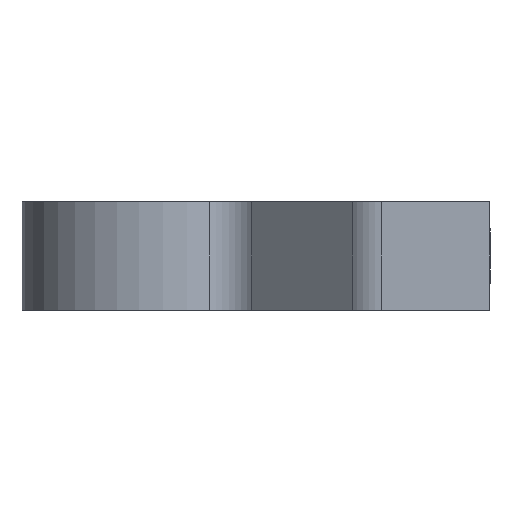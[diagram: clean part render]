
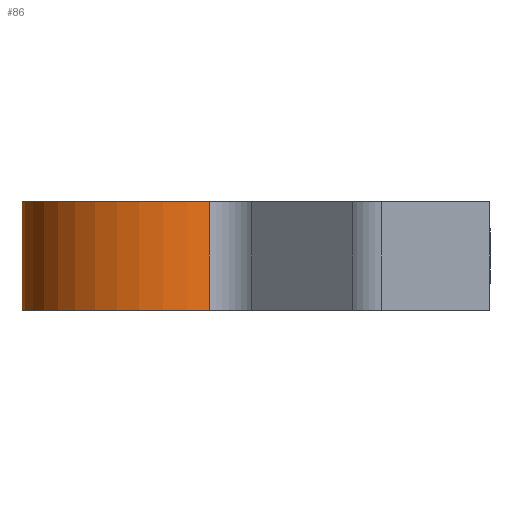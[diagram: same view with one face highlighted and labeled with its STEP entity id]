
A CAD part, left-side view. The second image highlights one B-rep face of the part: STEP entity #86.
In plain terms, the highlighted cylindrical face has radius 10.5 mm (diameter 21 mm), a partial arc.
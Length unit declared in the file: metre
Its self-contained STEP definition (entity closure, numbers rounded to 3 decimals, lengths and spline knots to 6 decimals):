
#86 = ADVANCED_FACE( 'NONE', ( #213 ), #214, .T. );
#213 = FACE_OUTER_BOUND( '', #388, .T. );
#214 = CYLINDRICAL_SURFACE( '', #389, 0.0105 );
#388 = EDGE_LOOP( '', ( #2435, #2436, #2437, #2438, #2439, #2440 ) );
#389 = AXIS2_PLACEMENT_3D( '', #2441, #2442, #2443 );
#2435 = ORIENTED_EDGE( '', *, *, #3346, .F. );
#2436 = ORIENTED_EDGE( '', *, *, #3347, .T. );
#2437 = ORIENTED_EDGE( '', *, *, #3348, .F. );
#2438 = ORIENTED_EDGE( '', *, *, #3338, .T. );
#2439 = ORIENTED_EDGE( '', *, *, #3302, .T. );
#2440 = ORIENTED_EDGE( '', *, *, #3349, .T. );
#2441 = CARTESIAN_POINT( '', ( 0., 0., 0.008 ) );
#2442 = DIRECTION( '', ( 0., 0., 1. ) );
#2443 = DIRECTION( '', ( -1., 0., 0. ) );
#3302 = EDGE_CURVE( 'NONE', #3730, #3728, #3731, .T. );
#3338 = EDGE_CURVE( 'NONE', #3793, #3730, #3796, .T. );
#3346 = EDGE_CURVE( 'NONE', #3809, #3810, #3811, .T. );
#3347 = EDGE_CURVE( 'NONE', #3809, #3812, #3813, .T. );
#3348 = EDGE_CURVE( 'NONE', #3793, #3812, #3814, .T. );
#3349 = EDGE_CURVE( 'NONE', #3728, #3810, #3815, .T. );
#3728 = VERTEX_POINT( 'NONE', #4475 );
#3730 = VERTEX_POINT( 'NONE', #4477 );
#3731 = CIRCLE( '', #4478, 0.0105 );
#3793 = VERTEX_POINT( 'NONE', #4559 );
#3796 = LINE( '', #4579, #4580 );
#3809 = VERTEX_POINT( 'NONE', #4628 );
#3810 = VERTEX_POINT( 'NONE', #4629 );
#3811 = CIRCLE( '', #4630, 0.0105 );
#3812 = VERTEX_POINT( 'NONE', #4631 );
#3813 = LINE( '', #4632, #4633 );
#3814 = B_SPLINE_CURVE_WITH_KNOTS( '', 3, ( #4634, #4635, #4636, #4637, #4638, #4639, #4640, #4641, #4642, #4643, #4644, #4645, #4646, #4647, #4648, #4649, #4650, #4651, #4652, #4653, #4654, #4655 ), .UNSPECIFIED., .F., .F., ( 4, 1, 1, 1, 1, 1, 1, 1, 1, 1, 1, 1, 1, 1, 1, 1, 1, 1, 1, 4 ), ( 0., 0.032702, 0.064885, 0.0966, 0.127898, 0.158832, 0.18946, 0.219837, 0.250024, 0.312674, 0.374535, 0.498879, 0.561356, 0.624106, 0.686378, 0.749462, 0.81014, 0.871823, 0.934968, 1. ), .UNSPECIFIED. );
#3815 = LINE( '', #4656, #4657 );
#4475 = CARTESIAN_POINT( '', ( -0.009951, -0.003351, 0. ) );
#4477 = CARTESIAN_POINT( '', ( 0.008458, 0.006222, 0. ) );
#4478 = AXIS2_PLACEMENT_3D( '', #9170, #9171, #9172 );
#4559 = CARTESIAN_POINT( '', ( 0.008458, 0.006222, 0.001591 ) );
#4579 = CARTESIAN_POINT( '', ( 0.008458, 0.006222, 0.008 ) );
#4580 = VECTOR( '', #9226, 1. );
#4628 = CARTESIAN_POINT( '', ( 0.008458, 0.006222, 0.008 ) );
#4629 = CARTESIAN_POINT( '', ( -0.009951, -0.003351, 0.008 ) );
#4630 = AXIS2_PLACEMENT_3D( '', #9236, #9237, #9238 );
#4631 = CARTESIAN_POINT( '', ( 0.008458, 0.006222, 0.006409 ) );
#4632 = CARTESIAN_POINT( '', ( 0.008458, 0.006222, 0.008 ) );
#4633 = VECTOR( '', #9239, 1. );
#4634 = CARTESIAN_POINT( '', ( 0.008458, 0.006222, 0.001591 ) );
#4635 = CARTESIAN_POINT( '', ( 0.008426, 0.006265, 0.001627 ) );
#4636 = CARTESIAN_POINT( '', ( 0.008364, 0.006349, 0.001698 ) );
#4637 = CARTESIAN_POINT( '', ( 0.008273, 0.006467, 0.001812 ) );
#4638 = CARTESIAN_POINT( '', ( 0.008185, 0.006578, 0.001932 ) );
#4639 = CARTESIAN_POINT( '', ( 0.008101, 0.006681, 0.002058 ) );
#4640 = CARTESIAN_POINT( '', ( 0.008021, 0.006777, 0.002189 ) );
#4641 = CARTESIAN_POINT( '', ( 0.007945, 0.006865, 0.002325 ) );
#4642 = CARTESIAN_POINT( '', ( 0.007875, 0.006946, 0.002467 ) );
#4643 = CARTESIAN_POINT( '', ( 0.007786, 0.007045, 0.002666 ) );
#4644 = CARTESIAN_POINT( '', ( 0.007689, 0.007151, 0.002932 ) );
#4645 = CARTESIAN_POINT( '', ( 0.007572, 0.007275, 0.003387 ) );
#4646 = CARTESIAN_POINT( '', ( 0.007521, 0.007327, 0.003874 ) );
#4647 = CARTESIAN_POINT( '', ( 0.007545, 0.007302, 0.00436 ) );
#4648 = CARTESIAN_POINT( '', ( 0.007599, 0.007246, 0.004718 ) );
#4649 = CARTESIAN_POINT( '', ( 0.007687, 0.007153, 0.005062 ) );
#4650 = CARTESIAN_POINT( '', ( 0.007803, 0.007026, 0.005382 ) );
#4651 = CARTESIAN_POINT( '', ( 0.007942, 0.006869, 0.005677 ) );
#4652 = CARTESIAN_POINT( '', ( 0.008099, 0.006684, 0.005946 ) );
#4653 = CARTESIAN_POINT( '', ( 0.008272, 0.00647, 0.006194 ) );
#4654 = CARTESIAN_POINT( '', ( 0.008395, 0.006305, 0.006337 ) );
#4655 = CARTESIAN_POINT( '', ( 0.008458, 0.006222, 0.006409 ) );
#4656 = CARTESIAN_POINT( '', ( -0.009951, -0.003351, 0.008 ) );
#4657 = VECTOR( '', #9240, 1. );
#9170 = CARTESIAN_POINT( '', ( 0., 0., 0. ) );
#9171 = DIRECTION( '', ( 0., 0., 1. ) );
#9172 = DIRECTION( '', ( 1., 0., 0. ) );
#9226 = DIRECTION( '', ( 0., 0., -1. ) );
#9236 = CARTESIAN_POINT( '', ( 0., 0., 0.008 ) );
#9237 = DIRECTION( '', ( 0., 0., 1. ) );
#9238 = DIRECTION( '', ( 1., 0., 0. ) );
#9239 = DIRECTION( '', ( 0., 0., -1. ) );
#9240 = DIRECTION( '', ( 0., 0., 1. ) );
